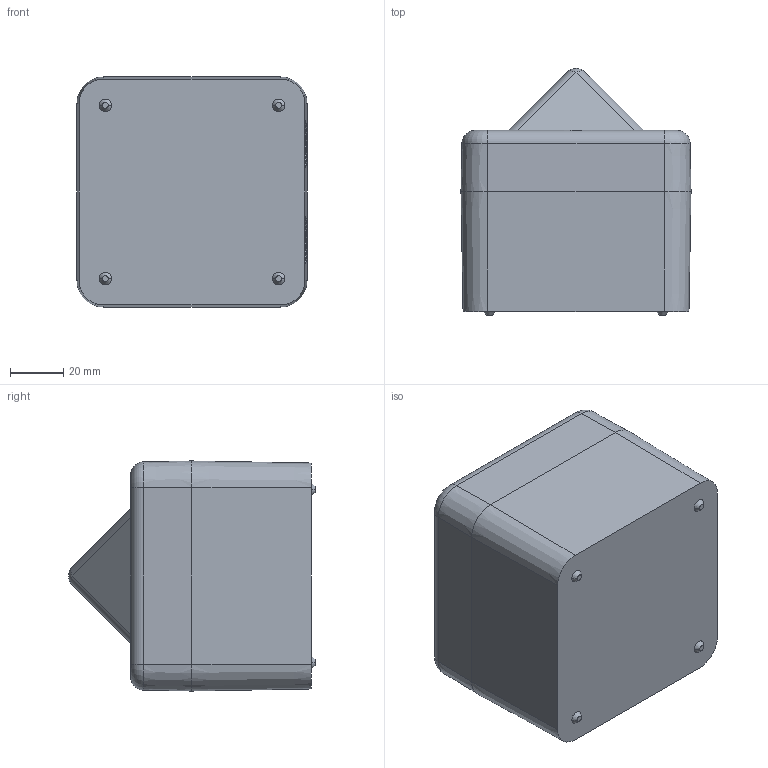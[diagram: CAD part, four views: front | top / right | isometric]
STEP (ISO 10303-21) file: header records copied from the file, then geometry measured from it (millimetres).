
FILE_DESCRIPTION (( 'STEP AP203' ), '1' );
FILE_NAME ('D185-05-001-3D_Issue_A [S].STEP', '2021-04-16T13:41:34', ( '' ), ( '' ), 'SwSTEP 2.0', 'SolidWorks 2020', '' );
FILE_SCHEMA (( 'CONFIG_CONTROL_DESIGN' ));
Length unit declared in the file: millimetre
Products named in the file (1): D185-05-001-3D_Issue_A [S]
Bounding box: 86.4 x 92.73 x 86.4 mm (x, y, z)
Volume: 483725.5 mm3; surface area: 79496.8 mm2
Topology: 1 solids, 25 shells, 1041 faces, 2797 edges, 1820 vertices
Faces by surface type: plane 414, cylinder 322, torus 153, cone 124, bspline 26, sphere 2
Entity records: 37207 total; most frequent: CARTESIAN_POINT 12960, ORIENTED_EDGE 5570, DIRECTION 4444, EDGE_CURVE 2785, VERTEX_POINT 1818, AXIS2_PLACEMENT_3D 1684, LINE 1076, VECTOR 1076
